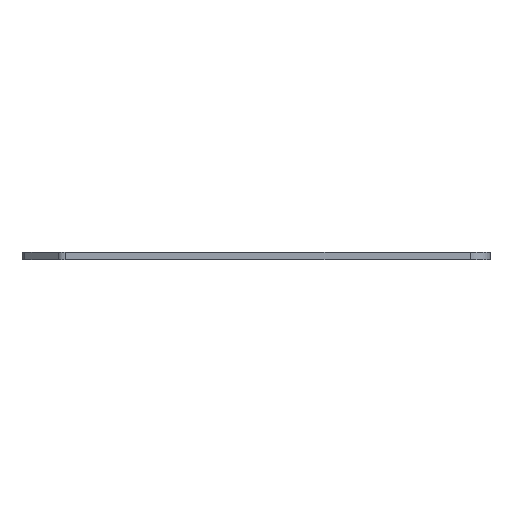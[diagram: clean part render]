
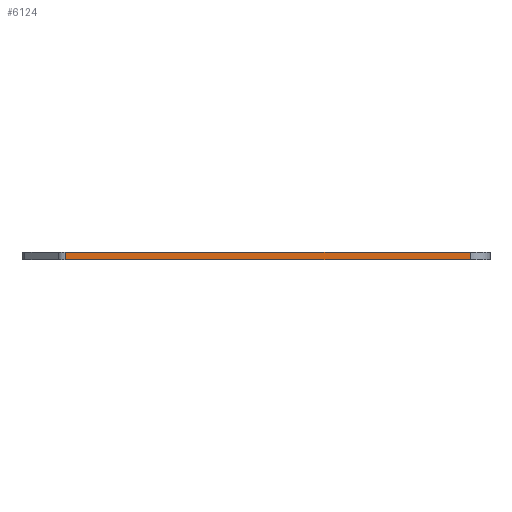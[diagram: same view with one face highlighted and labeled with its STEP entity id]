
A CAD part, front view. The second image highlights one B-rep face of the part: STEP entity #6124.
In plain terms, the highlighted planar face has unit normal (0, -1, 0).
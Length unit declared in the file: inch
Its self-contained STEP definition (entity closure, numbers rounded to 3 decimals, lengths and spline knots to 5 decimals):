
#466=PLANE('',#6656);
#477=FACE_OUTER_BOUND('',#878,.T.);
#878=EDGE_LOOP('',(#4363,#4364,#4365,#4366));
#1276=LINE('',#9488,#1560);
#1280=LINE('',#9497,#1564);
#1287=LINE('',#9987,#1571);
#1288=LINE('',#9988,#1572);
#1560=VECTOR('',#7348,0.3937);
#1564=VECTOR('',#7356,0.3937);
#1571=VECTOR('',#7843,0.3937);
#1572=VECTOR('',#7844,0.3937);
#2498=VERTEX_POINT('',#9481);
#2501=VERTEX_POINT('',#9486);
#2504=VERTEX_POINT('',#9496);
#2747=VERTEX_POINT('',#9986);
#3170=EDGE_CURVE('',#2501,#2498,#1276,.T.);
#3174=EDGE_CURVE('',#2504,#2498,#1280,.T.);
#3419=EDGE_CURVE('',#2501,#2747,#1287,.T.);
#3420=EDGE_CURVE('',#2504,#2747,#1288,.T.);
#4363=ORIENTED_EDGE('',*,*,#3170,.F.);
#4364=ORIENTED_EDGE('',*,*,#3419,.T.);
#4365=ORIENTED_EDGE('',*,*,#3420,.F.);
#4366=ORIENTED_EDGE('',*,*,#3174,.T.);
#6124=ADVANCED_FACE('',(#477),#466,.T.);
#6656=AXIS2_PLACEMENT_3D('',#9985,#7841,#7842);
#7348=DIRECTION('',(0.,0.,1.));
#7356=DIRECTION('',(-1.,0.,0.));
#7841=DIRECTION('center_axis',(0.,-1.,0.));
#7842=DIRECTION('ref_axis',(-1.,0.,0.));
#7843=DIRECTION('',(1.,0.,0.));
#7844=DIRECTION('',(0.,0.,-1.));
#9481=CARTESIAN_POINT('',(-4.79645,-7.25,0.));
#9486=CARTESIAN_POINT('',(-4.79645,-7.25,-0.2));
#9488=CARTESIAN_POINT('',(-4.79645,-7.25,0.));
#9496=CARTESIAN_POINT('',(5.5,-7.25,0.));
#9497=CARTESIAN_POINT('',(6.,-7.25,0.));
#9985=CARTESIAN_POINT('Origin',(6.,-7.25,0.));
#9986=CARTESIAN_POINT('',(5.5,-7.25,-0.2));
#9987=CARTESIAN_POINT('',(3.025,-7.25,-0.2));
#9988=CARTESIAN_POINT('',(5.5,-7.25,0.));
